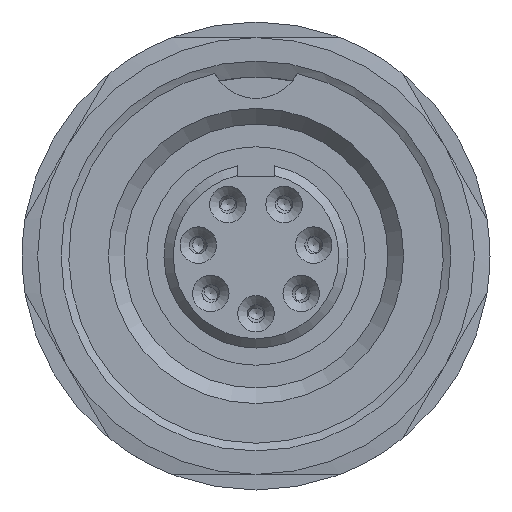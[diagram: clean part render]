
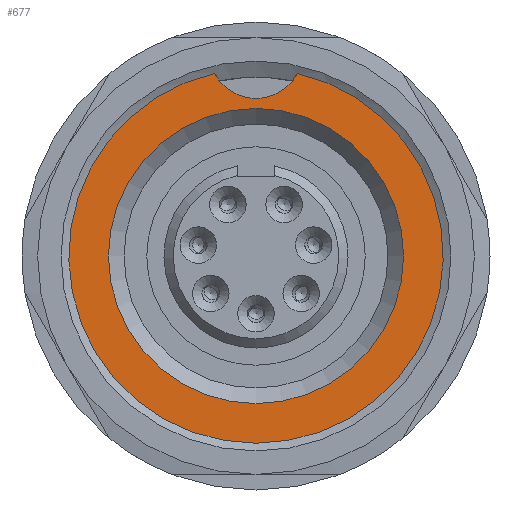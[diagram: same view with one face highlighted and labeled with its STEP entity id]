
A CAD part, left-side view. The second image highlights one B-rep face of the part: STEP entity #677.
In plain terms, the highlighted planar face has unit normal (-1, 0, 0).
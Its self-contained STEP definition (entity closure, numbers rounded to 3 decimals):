
#517=PLANE('',#3260);
#677=ADVANCED_FACE('',(#912,#913),#517,.T.);
#912=FACE_BOUND('',#1147,.T.);
#913=FACE_BOUND('',#1148,.T.);
#1147=EDGE_LOOP('',(#1986));
#1148=EDGE_LOOP('',(#1987,#1988));
#1986=ORIENTED_EDGE('',*,*,#2759,.T.);
#1987=ORIENTED_EDGE('',*,*,#2760,.F.);
#1988=ORIENTED_EDGE('',*,*,#2761,.T.);
#2399=VERTEX_POINT('',#5893);
#2400=VERTEX_POINT('',#5896);
#2401=VERTEX_POINT('',#5897);
#2759=EDGE_CURVE('',#2399,#2399,#2955,.T.);
#2760=EDGE_CURVE('',#2400,#2401,#2956,.T.);
#2761=EDGE_CURVE('',#2400,#2401,#2957,.T.);
#2955=CIRCLE('',#3256,4.73);
#2956=CIRCLE('',#3258,6.);
#2957=CIRCLE('',#3259,1.5);
#3256=AXIS2_PLACEMENT_3D('',#5892,#3940,#3941);
#3258=AXIS2_PLACEMENT_3D('',#5895,#3944,#3945);
#3259=AXIS2_PLACEMENT_3D('',#5898,#3946,#3947);
#3260=AXIS2_PLACEMENT_3D('',#5899,#3948,#3949);
#3940=DIRECTION('',(1.,0.,0.));
#3941=DIRECTION('',(0.,0.,1.));
#3944=DIRECTION('',(1.,0.,0.));
#3945=DIRECTION('',(0.,0.,-1.));
#3946=DIRECTION('',(1.,0.,0.));
#3947=DIRECTION('',(0.,0.,1.));
#3948=DIRECTION('',(-1.,0.,0.));
#3949=DIRECTION('',(0.,0.,1.));
#5892=CARTESIAN_POINT('',(-0.3,0.,0.));
#5893=CARTESIAN_POINT('',(-0.3,0.,4.73));
#5895=CARTESIAN_POINT('',(-0.3,0.,0.));
#5896=CARTESIAN_POINT('',(-0.3,-1.327,5.851));
#5897=CARTESIAN_POINT('',(-0.3,1.327,5.851));
#5898=CARTESIAN_POINT('',(-0.3,0.,6.55));
#5899=CARTESIAN_POINT('',(-0.3,0.,0.));
